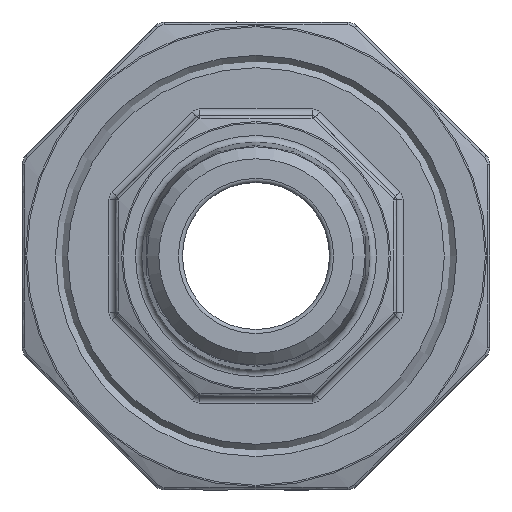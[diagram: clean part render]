
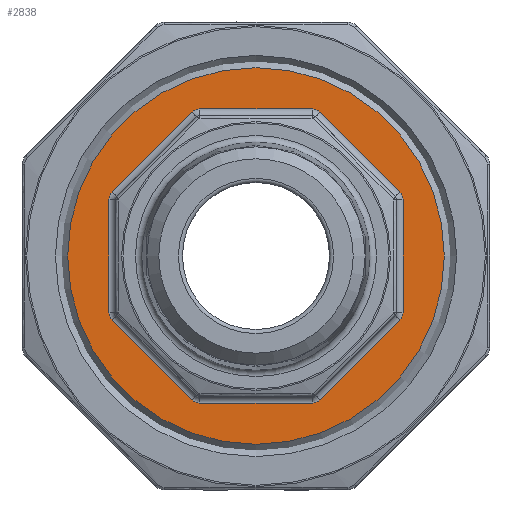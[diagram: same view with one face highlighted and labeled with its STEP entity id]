
A CAD part, left-side view. The second image highlights one B-rep face of the part: STEP entity #2838.
In plain terms, the highlighted planar face has unit normal (-1, 0, 0).
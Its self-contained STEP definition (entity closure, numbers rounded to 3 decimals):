
#133 = CARTESIAN_POINT ( 'NONE',  ( -9., 10.766, 4.791 ) ) ;
#312 = DIRECTION ( 'NONE',  ( 1., 0., 0. ) ) ;
#760 = VERTEX_POINT ( 'NONE', #15119 ) ;
#799 = CARTESIAN_POINT ( 'NONE',  ( -9., -10.766, 4.791 ) ) ;
#819 = DIRECTION ( 'NONE',  ( 0., 0., 1. ) ) ;
#877 = CARTESIAN_POINT ( 'NONE',  ( -9., 4.225, 10.2 ) ) ;
#962 = CARTESIAN_POINT ( 'NONE',  ( -9., -4.225, 11. ) ) ;
#991 = FACE_BOUND ( 'NONE', #13717, .T. ) ;
#1122 = AXIS2_PLACEMENT_3D ( 'NONE', #13962, #6078, #12402 ) ;
#1200 = VERTEX_POINT ( 'NONE', #11583 ) ;
#1313 = PLANE ( 'NONE',  #1122 ) ;
#1350 = EDGE_CURVE ( 'NONE', #1960, #18933, #5050, .T. ) ;
#1634 = ORIENTED_EDGE ( 'NONE', *, *, #3900, .T. ) ;
#1794 = ORIENTED_EDGE ( 'NONE', *, *, #17568, .T. ) ;
#1840 = CARTESIAN_POINT ( 'NONE',  ( -9., -4.791, -10.766 ) ) ;
#1912 = EDGE_CURVE ( 'NONE', #8643, #3490, #9389, .T. ) ;
#1937 = EDGE_CURVE ( 'NONE', #12643, #9950, #3986, .T. ) ;
#1960 = VERTEX_POINT ( 'NONE', #8939 ) ;
#1997 = CARTESIAN_POINT ( 'NONE',  ( -9., 14.818, 0.738 ) ) ;
#2402 = CARTESIAN_POINT ( 'NONE',  ( -9., -4.225, -10.2 ) ) ;
#2486 = ORIENTED_EDGE ( 'NONE', *, *, #17435, .F. ) ;
#2507 = DIRECTION ( 'NONE',  ( 1., 0., 0. ) ) ;
#2582 = VECTOR ( 'NONE', #3213, 1000. ) ;
#2667 = LINE ( 'NONE', #10325, #9281 ) ;
#2838 = ADVANCED_FACE ( 'NONE', ( #991, #20018 ), #1313, .T. ) ;
#3050 = EDGE_CURVE ( 'NONE', #1200, #760, #12063, .T. ) ;
#3083 = VERTEX_POINT ( 'NONE', #13057 ) ;
#3153 = AXIS2_PLACEMENT_3D ( 'NONE', #6713, #14323, #15890 ) ;
#3213 = DIRECTION ( 'NONE',  ( 0., 0.707, 0.707 ) ) ;
#3367 = EDGE_LOOP ( 'NONE', ( #2486 ) ) ;
#3418 = CARTESIAN_POINT ( 'NONE',  ( -9., 0., -14.08 ) ) ;
#3490 = VERTEX_POINT ( 'NONE', #133 ) ;
#3552 = CARTESIAN_POINT ( 'NONE',  ( -9., -10.2, 4.225 ) ) ;
#3653 = DIRECTION ( 'NONE',  ( 0., 0., 1. ) ) ;
#3900 = EDGE_CURVE ( 'NONE', #6154, #3083, #15056, .T. ) ;
#3902 = EDGE_CURVE ( 'NONE', #3490, #17713, #17795, .T. ) ;
#3986 = LINE ( 'NONE', #18014, #20396 ) ;
#4461 = LINE ( 'NONE', #12229, #2582 ) ;
#4587 = VECTOR ( 'NONE', #17560, 1000. ) ;
#4675 = LINE ( 'NONE', #15802, #4587 ) ;
#4683 = ORIENTED_EDGE ( 'NONE', *, *, #3902, .T. ) ;
#4760 = VERTEX_POINT ( 'NONE', #3418 ) ;
#4928 = ORIENTED_EDGE ( 'NONE', *, *, #3050, .T. ) ;
#5050 = LINE ( 'NONE', #11469, #13048 ) ;
#5111 = AXIS2_PLACEMENT_3D ( 'NONE', #2402, #2507, #819 ) ;
#5152 = CARTESIAN_POINT ( 'NONE',  ( -9., -4.225, 10.2 ) ) ;
#5250 = DIRECTION ( 'NONE',  ( 0., 0., 1. ) ) ;
#5539 = AXIS2_PLACEMENT_3D ( 'NONE', #3552, #9433, #9841 ) ;
#5761 = VECTOR ( 'NONE', #8304, 1000. ) ;
#6078 = DIRECTION ( 'NONE',  ( -1., 0., 0. ) ) ;
#6154 = VERTEX_POINT ( 'NONE', #20231 ) ;
#6220 = ORIENTED_EDGE ( 'NONE', *, *, #20043, .T. ) ;
#6270 = DIRECTION ( 'NONE',  ( 1., 0., 0. ) ) ;
#6273 = ORIENTED_EDGE ( 'NONE', *, *, #11824, .T. ) ;
#6290 = ORIENTED_EDGE ( 'NONE', *, *, #6522, .T. ) ;
#6370 = DIRECTION ( 'NONE',  ( 0., 0., 1. ) ) ;
#6522 = EDGE_CURVE ( 'NONE', #19239, #6679, #4675, .T. ) ;
#6679 = VERTEX_POINT ( 'NONE', #799 ) ;
#6713 = CARTESIAN_POINT ( 'NONE',  ( -9., 4.225, -10.2 ) ) ;
#7094 = AXIS2_PLACEMENT_3D ( 'NONE', #13006, #7826, #6370 ) ;
#7606 = ORIENTED_EDGE ( 'NONE', *, *, #15145, .T. ) ;
#7822 = CARTESIAN_POINT ( 'NONE',  ( -9., 0., 0. ) ) ;
#7826 = DIRECTION ( 'NONE',  ( 1., 0., 0. ) ) ;
#8010 = ORIENTED_EDGE ( 'NONE', *, *, #19064, .T. ) ;
#8135 = ORIENTED_EDGE ( 'NONE', *, *, #18941, .T. ) ;
#8167 = CIRCLE ( 'NONE', #9153, 0.8 ) ;
#8304 = DIRECTION ( 'NONE',  ( 0., -0.707, 0.707 ) ) ;
#8477 = VECTOR ( 'NONE', #16357, 1000. ) ;
#8643 = VERTEX_POINT ( 'NONE', #17878 ) ;
#8684 = CARTESIAN_POINT ( 'NONE',  ( -9., 4.225, 11. ) ) ;
#8939 = CARTESIAN_POINT ( 'NONE',  ( -9., -11., 4.225 ) ) ;
#9086 = CIRCLE ( 'NONE', #7094, 0.8 ) ;
#9153 = AXIS2_PLACEMENT_3D ( 'NONE', #5152, #13147, #5250 ) ;
#9281 = VECTOR ( 'NONE', #16895, 1000. ) ;
#9377 = CIRCLE ( 'NONE', #13724, 14.08 ) ;
#9389 = CIRCLE ( 'NONE', #17739, 0.8 ) ;
#9401 = CARTESIAN_POINT ( 'NONE',  ( -9., 4.791, 10.766 ) ) ;
#9433 = DIRECTION ( 'NONE',  ( 1., 0., 0. ) ) ;
#9841 = DIRECTION ( 'NONE',  ( 0., 0., 1. ) ) ;
#9950 = VERTEX_POINT ( 'NONE', #1840 ) ;
#10064 = CARTESIAN_POINT ( 'NONE',  ( -9., -4.791, 10.766 ) ) ;
#10076 = VERTEX_POINT ( 'NONE', #20222 ) ;
#10229 = VERTEX_POINT ( 'NONE', #962 ) ;
#10292 = DIRECTION ( 'NONE',  ( 0., 0.707, -0.707 ) ) ;
#10325 = CARTESIAN_POINT ( 'NONE',  ( -9., 14.08, -11. ) ) ;
#10510 = ORIENTED_EDGE ( 'NONE', *, *, #1350, .T. ) ;
#10729 = AXIS2_PLACEMENT_3D ( 'NONE', #16535, #312, #3653 ) ;
#11469 = CARTESIAN_POINT ( 'NONE',  ( -9., -11., 0. ) ) ;
#11563 = DIRECTION ( 'NONE',  ( 0., 0., -1. ) ) ;
#11583 = CARTESIAN_POINT ( 'NONE',  ( -9., 4.225, -11. ) ) ;
#11623 = EDGE_CURVE ( 'NONE', #17713, #12157, #15870, .T. ) ;
#11629 = DIRECTION ( 'NONE',  ( 1., 0., 0. ) ) ;
#11824 = EDGE_CURVE ( 'NONE', #6679, #1960, #19499, .T. ) ;
#12039 = ORIENTED_EDGE ( 'NONE', *, *, #1912, .T. ) ;
#12063 = CIRCLE ( 'NONE', #3153, 0.8 ) ;
#12157 = VERTEX_POINT ( 'NONE', #8684 ) ;
#12229 = CARTESIAN_POINT ( 'NONE',  ( -9., 14.818, -0.738 ) ) ;
#12402 = DIRECTION ( 'NONE',  ( 0., 0., 1. ) ) ;
#12643 = VERTEX_POINT ( 'NONE', #20539 ) ;
#12803 = ORIENTED_EDGE ( 'NONE', *, *, #11623, .T. ) ;
#13006 = CARTESIAN_POINT ( 'NONE',  ( -9., -10.2, -4.225 ) ) ;
#13048 = VECTOR ( 'NONE', #11563, 1000. ) ;
#13057 = CARTESIAN_POINT ( 'NONE',  ( -9., 11., -4.225 ) ) ;
#13117 = LINE ( 'NONE', #14894, #8477 ) ;
#13147 = DIRECTION ( 'NONE',  ( 1., 0., 0. ) ) ;
#13717 = EDGE_LOOP ( 'NONE', ( #8010, #12039, #4683, #12803, #8135, #20519, #6290, #6273, #10510, #18594, #17074, #1794, #7606, #4928, #6220, #1634 ) ) ;
#13724 = AXIS2_PLACEMENT_3D ( 'NONE', #7822, #6270, #17503 ) ;
#13873 = AXIS2_PLACEMENT_3D ( 'NONE', #877, #19698, #16891 ) ;
#13940 = CARTESIAN_POINT ( 'NONE',  ( -9., 11., 0. ) ) ;
#13962 = CARTESIAN_POINT ( 'NONE',  ( -9., 14.08, 0. ) ) ;
#14323 = DIRECTION ( 'NONE',  ( 1., 0., 0. ) ) ;
#14894 = CARTESIAN_POINT ( 'NONE',  ( -9., 14.08, 11. ) ) ;
#15056 = CIRCLE ( 'NONE', #10729, 0.8 ) ;
#15119 = CARTESIAN_POINT ( 'NONE',  ( -9., 4.791, -10.766 ) ) ;
#15145 = EDGE_CURVE ( 'NONE', #10076, #1200, #2667, .T. ) ;
#15187 = DIRECTION ( 'NONE',  ( 0., 0., 1. ) ) ;
#15290 = CARTESIAN_POINT ( 'NONE',  ( -9., 10.2, 4.225 ) ) ;
#15410 = LINE ( 'NONE', #13940, #15467 ) ;
#15467 = VECTOR ( 'NONE', #17078, 1000. ) ;
#15802 = CARTESIAN_POINT ( 'NONE',  ( -9., -0.738, 14.818 ) ) ;
#15870 = CIRCLE ( 'NONE', #13873, 0.8 ) ;
#15890 = DIRECTION ( 'NONE',  ( 0., 0., 1. ) ) ;
#16357 = DIRECTION ( 'NONE',  ( 0., -1., 0. ) ) ;
#16535 = CARTESIAN_POINT ( 'NONE',  ( -9., 10.2, -4.225 ) ) ;
#16891 = DIRECTION ( 'NONE',  ( 0., 0., 1. ) ) ;
#16895 = DIRECTION ( 'NONE',  ( 0., 1., 0. ) ) ;
#17074 = ORIENTED_EDGE ( 'NONE', *, *, #1937, .T. ) ;
#17078 = DIRECTION ( 'NONE',  ( 0., 0., 1. ) ) ;
#17435 = EDGE_CURVE ( 'NONE', #4760, #4760, #9377, .T. ) ;
#17503 = DIRECTION ( 'NONE',  ( 0., 0., -1. ) ) ;
#17560 = DIRECTION ( 'NONE',  ( 0., -0.707, -0.707 ) ) ;
#17568 = EDGE_CURVE ( 'NONE', #9950, #10076, #18732, .T. ) ;
#17713 = VERTEX_POINT ( 'NONE', #9401 ) ;
#17739 = AXIS2_PLACEMENT_3D ( 'NONE', #15290, #11629, #15187 ) ;
#17795 = LINE ( 'NONE', #1997, #5761 ) ;
#17878 = CARTESIAN_POINT ( 'NONE',  ( -9., 11., 4.225 ) ) ;
#18014 = CARTESIAN_POINT ( 'NONE',  ( -9., -0.738, -14.818 ) ) ;
#18118 = CARTESIAN_POINT ( 'NONE',  ( -9., -11., -4.225 ) ) ;
#18178 = EDGE_CURVE ( 'NONE', #18933, #12643, #9086, .T. ) ;
#18594 = ORIENTED_EDGE ( 'NONE', *, *, #18178, .T. ) ;
#18732 = CIRCLE ( 'NONE', #5111, 0.8 ) ;
#18933 = VERTEX_POINT ( 'NONE', #18118 ) ;
#18941 = EDGE_CURVE ( 'NONE', #12157, #10229, #13117, .T. ) ;
#19064 = EDGE_CURVE ( 'NONE', #3083, #8643, #15410, .T. ) ;
#19239 = VERTEX_POINT ( 'NONE', #10064 ) ;
#19499 = CIRCLE ( 'NONE', #5539, 0.8 ) ;
#19632 = EDGE_CURVE ( 'NONE', #10229, #19239, #8167, .T. ) ;
#19698 = DIRECTION ( 'NONE',  ( 1., 0., 0. ) ) ;
#20018 = FACE_OUTER_BOUND ( 'NONE', #3367, .T. ) ;
#20043 = EDGE_CURVE ( 'NONE', #760, #6154, #4461, .T. ) ;
#20222 = CARTESIAN_POINT ( 'NONE',  ( -9., -4.225, -11. ) ) ;
#20231 = CARTESIAN_POINT ( 'NONE',  ( -9., 10.766, -4.791 ) ) ;
#20396 = VECTOR ( 'NONE', #10292, 1000. ) ;
#20519 = ORIENTED_EDGE ( 'NONE', *, *, #19632, .T. ) ;
#20539 = CARTESIAN_POINT ( 'NONE',  ( -9., -10.766, -4.791 ) ) ;
